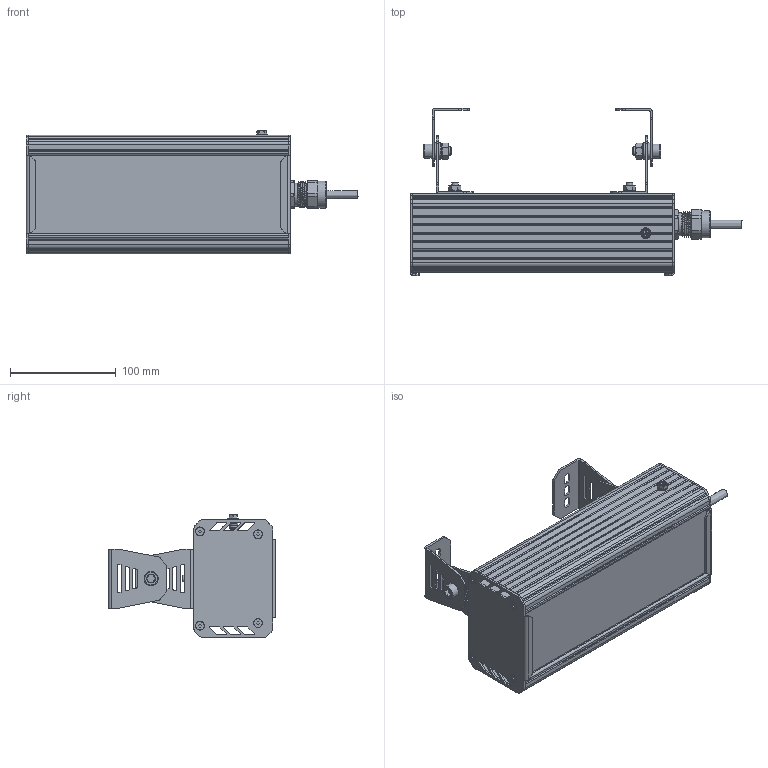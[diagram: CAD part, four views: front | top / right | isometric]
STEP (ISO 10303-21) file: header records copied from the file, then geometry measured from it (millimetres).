
FILE_DESCRIPTION(('STEP AP214'), '1');
FILE_NAME('001.0090.07.000 - ÃÑÏ-Ïðèìà-2Åõ-30', '2024-04-02T05:36:18', ('Åâãåíèé'), ('ÎÊÁ Ñâîé Ñòèëü'), 'C3D Converter', 'C3D Toolkit', '');
FILE_SCHEMA(('AUTOMOTIVE_DESIGN { 1 0 10303 214 3 1 1}'));
Length unit declared in the file: millimetre
Products named in the file (36): 001.0090.07.000; 001.0065.01.000
Assembly tree (59 placements, depth 3):
  001.0090.07.000
    (unnamed)
      (unnamed)  x4
      (unnamed)  x4
      (unnamed)
      (unnamed)
      (unnamed)
      (unnamed)
      (unnamed)
      (unnamed)
      (unnamed)
      (unnamed)
      (unnamed)
      (unnamed)
    (unnamed)  x3
      (unnamed)
      (unnamed)
      (unnamed)
      (unnamed)
      (unnamed)
      (unnamed)
      (unnamed)
      (unnamed)
      (unnamed)
    (unnamed)
      (unnamed)
    001.0065.01.000  x2
      (unnamed)
      (unnamed)
      (unnamed)
      (unnamed)
      (unnamed)
      (unnamed)
      (unnamed)
      (unnamed)
      (unnamed)
Bounding box: 314 x 158.42 x 117.15 mm (x, y, z)
Volume: 531067.6 mm3; surface area: 467425.1 mm2
Topology: 142 solids, 142 shells, 2170 faces, 5392 edges, 3573 vertices
Faces by surface type: plane 1321, cylinder 660, cone 145, bspline 31, sphere 9, torus 4
Full cylindrical faces by diameter (mm): 1 x9, 2 x6, 2.5 x12, 2.8 x75, 3.2 x9, 3.5 x15, 4 x9, 5 x3, 6 x5, 6.375 x2, 7 x2, 8 x12, 8.5 x8, 10 x1, 12 x2, 12.5 x1, 13 x1, 13.333 x2, 16 x5, 17 x1, 18 x1, 18.5 x1, 19 x1, 20 x1, 21.5 x1, 22 x2, 25.5 x1
Entity records: 87554 total; most frequent: CARTESIAN_POINT 38654, DIRECTION 7356, ORIENTED_EDGE 6062, EDGE_CURVE 3031, AXIS2_PLACEMENT_3D 2727, COLOUR_RGB 2367, PRESENTATION_STYLE_ASSIGNMENT 2367, VERTEX_POINT 2069
